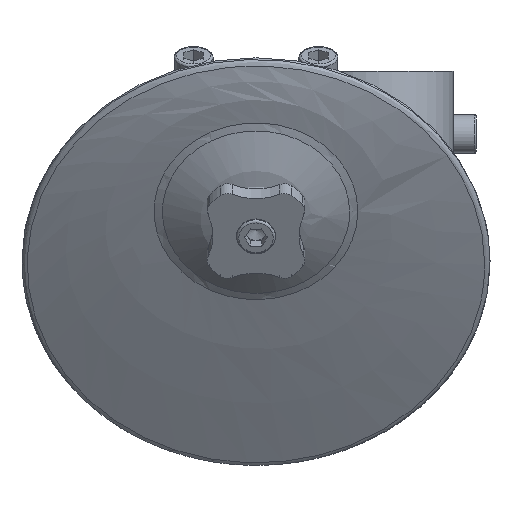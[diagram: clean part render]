
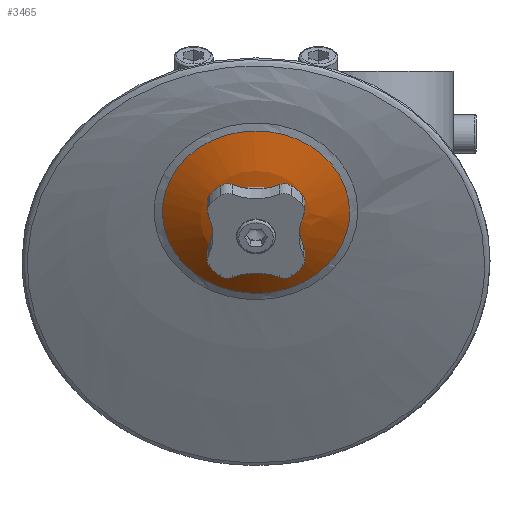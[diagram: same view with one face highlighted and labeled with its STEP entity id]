
A CAD part, top view. The second image highlights one B-rep face of the part: STEP entity #3465.
In plain terms, the highlighted spherical face has radius 55.083 mm.
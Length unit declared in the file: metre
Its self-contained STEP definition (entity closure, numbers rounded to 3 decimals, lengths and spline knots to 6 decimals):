
#30=B_SPLINE_CURVE_WITH_KNOTS('',3,(#5925,#5926,#5927,#5928,#5929,#5930,
#5931,#5932,#5933,#5934,#5935,#5936,#5937,#5938,#5939,#5940,#5941,#5942,
#5943,#5944,#5945,#5946,#5947,#5948,#5949,#5950,#5951,#5952,#5953,#5954,
#5955,#5956,#5957,#5958,#5959,#5960,#5961,#5962,#5963,#5964,#5965,#5966,
#5967),.UNSPECIFIED.,.T.,.F.,(1,1,1,1,1,1,1,1,1,1,1,1,1,1,1,1,1,1,1,1,1,
1,1,1,1,1,1,1,1,1,1,1,1,1,1,1,1,1,1,1,1,1,1,1,1,1,1),(-0.011874,
-0.009499,-0.00475,0.,0.00475,
0.009499,0.011874,0.014249,0.016624,
0.018999,0.023748,0.028498,0.033248,
0.037997,0.042747,0.045122,0.047497,
0.049871,0.052246,0.056996,0.061746,
0.066495,0.071245,0.075994,0.080744,
0.085494,0.087869,0.090243,0.094993,
0.099743,0.104492,0.106867,0.109242,
0.111617,0.113992,0.118741,0.123491,
0.128241,0.13299,0.13774,0.140115,
0.14249,0.147239,0.151989,0.156739,
0.161488,0.163863),.UNSPECIFIED.);
#103=SPHERICAL_SURFACE('',#3877,0.055083);
#361=CIRCLE('',#3878,0.004);
#706=ORIENTED_EDGE('',*,*,#1588,.T.);
#707=ORIENTED_EDGE('',*,*,#1589,.T.);
#1588=EDGE_CURVE('',#2053,#2053,#361,.T.);
#1589=EDGE_CURVE('',#2054,#2054,#30,.T.);
#2053=VERTEX_POINT('',#5924);
#2054=VERTEX_POINT('',#5968);
#2821=EDGE_LOOP('',(#706));
#2822=EDGE_LOOP('',(#707));
#3108=FACE_BOUND('',#2821,.T.);
#3109=FACE_BOUND('',#2822,.T.);
#3465=ADVANCED_FACE('',(#3108,#3109),#103,.T.);
#3877=AXIS2_PLACEMENT_3D('',#5922,#4472,#4473);
#3878=AXIS2_PLACEMENT_3D('',#5923,#4474,#4475);
#4472=DIRECTION('',(0.,0.,1.));
#4473=DIRECTION('',(1.,0.,0.));
#4474=DIRECTION('',(0.,0.,-1.));
#4475=DIRECTION('',(-1.,0.,0.));
#5922=CARTESIAN_POINT('',(0.,0.,-0.049083));
#5923=CARTESIAN_POINT('',(0.,0.,0.005855));
#5924=CARTESIAN_POINT('',(-0.004,0.,0.005855));
#5925=CARTESIAN_POINT('',(0.023698,-0.00473,0.000492));
#5926=CARTESIAN_POINT('',(0.024171,-0.000005,0.00049));
#5927=CARTESIAN_POINT('',(0.023696,0.004758,0.00049));
#5928=CARTESIAN_POINT('',(0.022561,0.008488,0.00049));
#5929=CARTESIAN_POINT('',(0.021201,0.01136,0.00049));
#5930=CARTESIAN_POINT('',(0.019989,0.013373,0.000491));
#5931=CARTESIAN_POINT('',(0.018594,0.015254,0.000491));
#5932=CARTESIAN_POINT('',(0.016465,0.0176,0.000492));
#5933=CARTESIAN_POINT('',(0.013434,0.020086,0.000492));
#5934=CARTESIAN_POINT('',(0.009229,0.022331,0.000493));
#5935=CARTESIAN_POINT('',(0.004737,0.023694,0.000493));
#5936=CARTESIAN_POINT('',(-0.000013,0.024163,0.000492));
#5937=CARTESIAN_POINT('',(-0.003903,0.023782,0.000492));
#5938=CARTESIAN_POINT('',(-0.006983,0.023013,0.000492));
#5939=CARTESIAN_POINT('',(-0.00919,0.022222,0.000492));
#5940=CARTESIAN_POINT('',(-0.011311,0.021222,0.000492));
#5941=CARTESIAN_POINT('',(-0.014036,0.019589,0.000493));
#5942=CARTESIAN_POINT('',(-0.017056,0.017112,0.000493));
#5943=CARTESIAN_POINT('',(-0.020087,0.013423,0.000495));
#5944=CARTESIAN_POINT('',(-0.022301,0.009283,0.000496));
#5945=CARTESIAN_POINT('',(-0.023689,0.004726,0.000496));
#5946=CARTESIAN_POINT('',(-0.024155,0.000039,0.000497));
#5947=CARTESIAN_POINT('',(-0.023692,-0.004718,0.000497));
#5948=CARTESIAN_POINT('',(-0.022542,-0.008492,0.000497));
#5949=CARTESIAN_POINT('',(-0.021207,-0.011319,0.000497));
#5950=CARTESIAN_POINT('',(-0.019573,-0.014045,0.000496));
#5951=CARTESIAN_POINT('',(-0.017099,-0.017062,0.000496));
#5952=CARTESIAN_POINT('',(-0.013405,-0.020095,0.000496));
#5953=CARTESIAN_POINT('',(-0.009965,-0.021934,0.000496));
#5954=CARTESIAN_POINT('',(-0.006973,-0.023007,0.000496));
#5955=CARTESIAN_POINT('',(-0.004695,-0.023576,0.000496));
#5956=CARTESIAN_POINT('',(-0.002378,-0.023921,0.000496));
#5957=CARTESIAN_POINT('',(0.000788,-0.024078,0.000497));
#5958=CARTESIAN_POINT('',(0.004686,-0.023696,0.000497));
#5959=CARTESIAN_POINT('',(0.00925,-0.022313,0.000497));
#5960=CARTESIAN_POINT('',(0.013391,-0.020104,0.000496));
#5961=CARTESIAN_POINT('',(0.017083,-0.01708,0.000496));
#5962=CARTESIAN_POINT('',(0.019567,-0.01406,0.000495));
#5963=CARTESIAN_POINT('',(0.021202,-0.011339,0.000494));
#5964=CARTESIAN_POINT('',(0.02254,-0.008519,0.000493));
#5965=CARTESIAN_POINT('',(0.023698,-0.00473,0.000492));
#5966=CARTESIAN_POINT('',(0.024171,-0.000005,0.00049));
#5967=CARTESIAN_POINT('',(0.023696,0.004758,0.00049));
#5968=CARTESIAN_POINT('',(0.024013,0.000001,0.00049));
